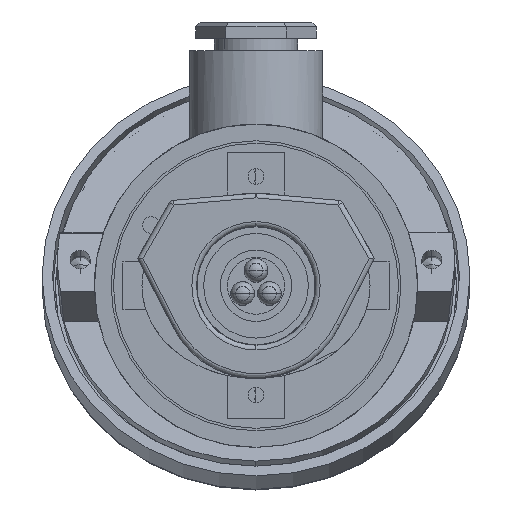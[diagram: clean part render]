
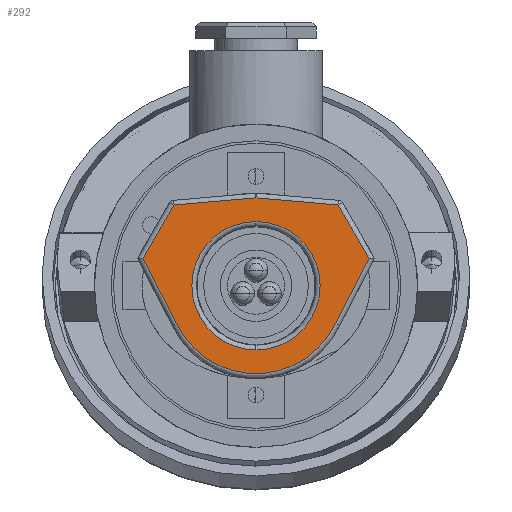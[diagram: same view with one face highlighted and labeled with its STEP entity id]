
A CAD part, front view. The second image highlights one B-rep face of the part: STEP entity #292.
In plain terms, the highlighted planar face has unit normal (0, -1, 0).
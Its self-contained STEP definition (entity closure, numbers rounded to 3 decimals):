
#91 = DIRECTION ( 'NONE',  ( -0.5, 0., -0.866 ) ) ;
#292 = ADVANCED_FACE ( 'NONE', ( #8389, #4312 ), #8603, .F. ) ;
#324 = EDGE_CURVE ( 'NONE', #3809, #6969, #7488, .T. ) ;
#506 = ORIENTED_EDGE ( 'NONE', *, *, #1146, .T. ) ;
#985 = CARTESIAN_POINT ( 'NONE',  ( -20.347, 0., 11.747 ) ) ;
#1146 = EDGE_CURVE ( 'NONE', #2371, #4883, #6695, .T. ) ;
#1190 = CARTESIAN_POINT ( 'NONE',  ( 0., 0., 0. ) ) ;
#1227 = CARTESIAN_POINT ( 'NONE',  ( -16.741, 0., -7.901 ) ) ;
#1253 = VECTOR ( 'NONE', #4270, 1000. ) ;
#1478 = CARTESIAN_POINT ( 'NONE',  ( 16.741, 0., -7.901 ) ) ;
#1538 = EDGE_LOOP ( 'NONE', ( #8219, #506 ) ) ;
#1565 = ORIENTED_EDGE ( 'NONE', *, *, #1605, .T. ) ;
#1605 = EDGE_CURVE ( 'NONE', #5405, #4685, #4664, .T. ) ;
#1676 = DIRECTION ( 'NONE',  ( 0., 1., 0. ) ) ;
#1768 = CARTESIAN_POINT ( 'NONE',  ( -23.792, 0., 5.78 ) ) ;
#1853 = DIRECTION ( 'NONE',  ( -0.996, 0., -0.087 ) ) ;
#2087 = VERTEX_POINT ( 'NONE', #1227 ) ;
#2191 = ORIENTED_EDGE ( 'NONE', *, *, #10861, .T. ) ;
#2371 = VERTEX_POINT ( 'NONE', #6913 ) ;
#2655 = EDGE_CURVE ( 'NONE', #12735, #6911, #11752, .T. ) ;
#2669 = DIRECTION ( 'NONE',  ( 0., 0., 1. ) ) ;
#2678 = CARTESIAN_POINT ( 'NONE',  ( 23.792, 0., 5.78 ) ) ;
#2780 = VECTOR ( 'NONE', #9832, 1000. ) ;
#2892 = CARTESIAN_POINT ( 'NONE',  ( -17.326, 0., 16.98 ) ) ;
#3002 = ORIENTED_EDGE ( 'NONE', *, *, #5909, .T. ) ;
#3304 = DIRECTION ( 'NONE',  ( 0., 0., 1. ) ) ;
#3403 = CARTESIAN_POINT ( 'NONE',  ( 20.347, 0., 11.747 ) ) ;
#3809 = VERTEX_POINT ( 'NONE', #2892 ) ;
#4025 = EDGE_CURVE ( 'NONE', #4883, #2371, #10951, .T. ) ;
#4270 = DIRECTION ( 'NONE',  ( 0.458, 0., 0.889 ) ) ;
#4312 = FACE_OUTER_BOUND ( 'NONE', #4807, .T. ) ;
#4382 = ORIENTED_EDGE ( 'NONE', *, *, #324, .T. ) ;
#4435 = CARTESIAN_POINT ( 'NONE',  ( 0., 0., 18.496 ) ) ;
#4557 = DIRECTION ( 'NONE',  ( 0., -1., 0. ) ) ;
#4562 = AXIS2_PLACEMENT_3D ( 'NONE', #8054, #1676, #5914 ) ;
#4664 = LINE ( 'NONE', #7770, #2780 ) ;
#4685 = VERTEX_POINT ( 'NONE', #4435 ) ;
#4713 = CARTESIAN_POINT ( 'NONE',  ( 0., 0., 13.5 ) ) ;
#4807 = EDGE_LOOP ( 'NONE', ( #2191, #5687, #12019, #6276, #1565, #3002, #4382 ) ) ;
#4883 = VERTEX_POINT ( 'NONE', #4713 ) ;
#4944 = AXIS2_PLACEMENT_3D ( 'NONE', #9867, #4557, #2669 ) ;
#5109 = CARTESIAN_POINT ( 'NONE',  ( 16.444, 0., -8.476 ) ) ;
#5327 = DIRECTION ( 'NONE',  ( 0., 1., 0. ) ) ;
#5405 = VERTEX_POINT ( 'NONE', #5501 ) ;
#5486 = DIRECTION ( 'NONE',  ( 0., 0., 1. ) ) ;
#5501 = CARTESIAN_POINT ( 'NONE',  ( 17.326, 0., 16.98 ) ) ;
#5687 = ORIENTED_EDGE ( 'NONE', *, *, #11043, .T. ) ;
#5909 = EDGE_CURVE ( 'NONE', #4685, #3809, #10227, .T. ) ;
#5914 = DIRECTION ( 'NONE',  ( 0., 0., 1. ) ) ;
#5944 = CARTESIAN_POINT ( 'NONE',  ( -16.444, 0., -8.476 ) ) ;
#6276 = ORIENTED_EDGE ( 'NONE', *, *, #9469, .T. ) ;
#6458 = DIRECTION ( 'NONE',  ( -0.5, 0., 0.866 ) ) ;
#6695 = CIRCLE ( 'NONE', #8463, 13.5 ) ;
#6709 = CIRCLE ( 'NONE', #4944, 18.511 ) ;
#6911 = VERTEX_POINT ( 'NONE', #2678 ) ;
#6913 = CARTESIAN_POINT ( 'NONE',  ( 0., 0., -13.5 ) ) ;
#6926 = CARTESIAN_POINT ( 'NONE',  ( -1.606, 0., 18.356 ) ) ;
#6969 = VERTEX_POINT ( 'NONE', #1768 ) ;
#7488 = LINE ( 'NONE', #985, #8294 ) ;
#7770 = CARTESIAN_POINT ( 'NONE',  ( 1.606, 0., 18.356 ) ) ;
#8054 = CARTESIAN_POINT ( 'NONE',  ( 0., 0., 0. ) ) ;
#8219 = ORIENTED_EDGE ( 'NONE', *, *, #4025, .T. ) ;
#8294 = VECTOR ( 'NONE', #91, 1000. ) ;
#8389 = FACE_BOUND ( 'NONE', #1538, .T. ) ;
#8463 = AXIS2_PLACEMENT_3D ( 'NONE', #13640, #5327, #3304 ) ;
#8603 = PLANE ( 'NONE',  #13606 ) ;
#9072 = VECTOR ( 'NONE', #1853, 1000. ) ;
#9254 = DIRECTION ( 'NONE',  ( 0.458, 0., -0.889 ) ) ;
#9469 = EDGE_CURVE ( 'NONE', #6911, #5405, #12887, .T. ) ;
#9745 = VECTOR ( 'NONE', #6458, 1000. ) ;
#9832 = DIRECTION ( 'NONE',  ( -0.996, 0., 0.087 ) ) ;
#9867 = CARTESIAN_POINT ( 'NONE',  ( 0., 0., 0. ) ) ;
#10226 = LINE ( 'NONE', #5944, #13100 ) ;
#10227 = LINE ( 'NONE', #6926, #9072 ) ;
#10861 = EDGE_CURVE ( 'NONE', #6969, #2087, #10226, .T. ) ;
#10951 = CIRCLE ( 'NONE', #4562, 13.5 ) ;
#11043 = EDGE_CURVE ( 'NONE', #2087, #12735, #6709, .T. ) ;
#11752 = LINE ( 'NONE', #5109, #1253 ) ;
#12019 = ORIENTED_EDGE ( 'NONE', *, *, #2655, .T. ) ;
#12689 = DIRECTION ( 'NONE',  ( 0., 1., 0. ) ) ;
#12735 = VERTEX_POINT ( 'NONE', #1478 ) ;
#12887 = LINE ( 'NONE', #3403, #9745 ) ;
#13100 = VECTOR ( 'NONE', #9254, 1000. ) ;
#13606 = AXIS2_PLACEMENT_3D ( 'NONE', #1190, #12689, #5486 ) ;
#13640 = CARTESIAN_POINT ( 'NONE',  ( 0., 0., 0. ) ) ;
